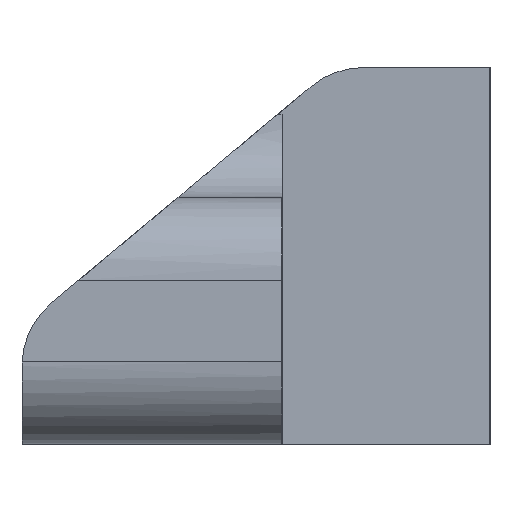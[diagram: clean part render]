
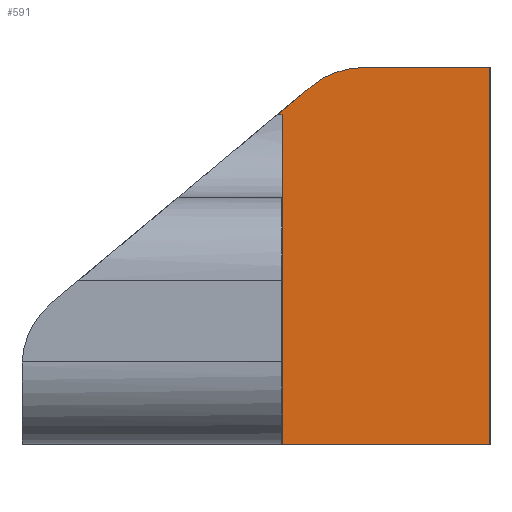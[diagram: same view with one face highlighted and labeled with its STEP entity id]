
A CAD part, left-side view. The second image highlights one B-rep face of the part: STEP entity #591.
In plain terms, the highlighted planar face has unit normal (-1, 0, 0).
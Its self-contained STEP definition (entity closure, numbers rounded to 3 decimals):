
#21=PLANE('',#660);
#59=FACE_OUTER_BOUND('',#92,.T.);
#92=EDGE_LOOP('',(#466,#467,#468,#469,#470,#471,#472));
#115=LINE('',#917,#173);
#127=LINE('',#950,#185);
#139=LINE('',#1001,#197);
#140=LINE('',#1003,#198);
#141=LINE('',#1005,#199);
#142=LINE('',#1006,#200);
#173=VECTOR('',#719,10.);
#185=VECTOR('',#745,10.);
#197=VECTOR('',#789,10.);
#198=VECTOR('',#790,10.);
#199=VECTOR('',#791,10.);
#200=VECTOR('',#792,10.);
#234=CIRCLE('',#639,1.588);
#257=VERTEX_POINT('',#914);
#258=VERTEX_POINT('',#916);
#261=VERTEX_POINT('',#924);
#272=VERTEX_POINT('',#948);
#287=VERTEX_POINT('',#1000);
#288=VERTEX_POINT('',#1002);
#289=VERTEX_POINT('',#1004);
#318=EDGE_CURVE('',#257,#258,#115,.T.);
#323=EDGE_CURVE('',#261,#257,#234,.T.);
#335=EDGE_CURVE('',#272,#261,#127,.T.);
#357=EDGE_CURVE('',#287,#272,#139,.T.);
#358=EDGE_CURVE('',#288,#287,#140,.T.);
#359=EDGE_CURVE('',#288,#289,#141,.T.);
#360=EDGE_CURVE('',#289,#258,#142,.T.);
#466=ORIENTED_EDGE('',*,*,#323,.F.);
#467=ORIENTED_EDGE('',*,*,#335,.F.);
#468=ORIENTED_EDGE('',*,*,#357,.F.);
#469=ORIENTED_EDGE('',*,*,#358,.F.);
#470=ORIENTED_EDGE('',*,*,#359,.T.);
#471=ORIENTED_EDGE('',*,*,#360,.T.);
#472=ORIENTED_EDGE('',*,*,#318,.F.);
#591=ADVANCED_FACE('',(#59),#21,.T.);
#639=AXIS2_PLACEMENT_3D('',#926,#726,#727);
#660=AXIS2_PLACEMENT_3D('',#999,#787,#788);
#719=DIRECTION('',(0.,-1.,0.));
#726=DIRECTION('center_axis',(1.,0.,0.));
#727=DIRECTION('ref_axis',(0.,0.34,0.94));
#745=DIRECTION('',(0.,-0.768,0.64));
#787=DIRECTION('center_axis',(-1.,0.,0.));
#788=DIRECTION('ref_axis',(0.,0.,-1.));
#789=DIRECTION('',(0.,1.,0.));
#790=DIRECTION('',(0.,0.,1.));
#791=DIRECTION('',(0.,-1.,0.));
#792=DIRECTION('',(0.,0.,1.));
#914=CARTESIAN_POINT('',(-6.5,-1.575,4.875));
#916=CARTESIAN_POINT('',(-6.5,-4.,4.875));
#917=CARTESIAN_POINT('',(-6.5,0.,4.875));
#924=CARTESIAN_POINT('',(-6.5,-0.558,4.507));
#926=CARTESIAN_POINT('Origin',(-6.5,-1.575,3.288));
#948=CARTESIAN_POINT('',(-6.5,0.095,3.963));
#950=CARTESIAN_POINT('',(-6.5,1.41,2.867));
#999=CARTESIAN_POINT('Origin',(-6.5,0.,2.375));
#1000=CARTESIAN_POINT('',(-6.5,0.,3.963));
#1001=CARTESIAN_POINT('',(-6.5,0.,3.963));
#1002=CARTESIAN_POINT('',(-6.5,0.,-2.375));
#1003=CARTESIAN_POINT('',(-6.5,0.,1.188));
#1004=CARTESIAN_POINT('',(-6.5,-4.,-2.375));
#1005=CARTESIAN_POINT('',(-6.5,0.,-2.375));
#1006=CARTESIAN_POINT('',(-6.5,-4.,-2.375));
